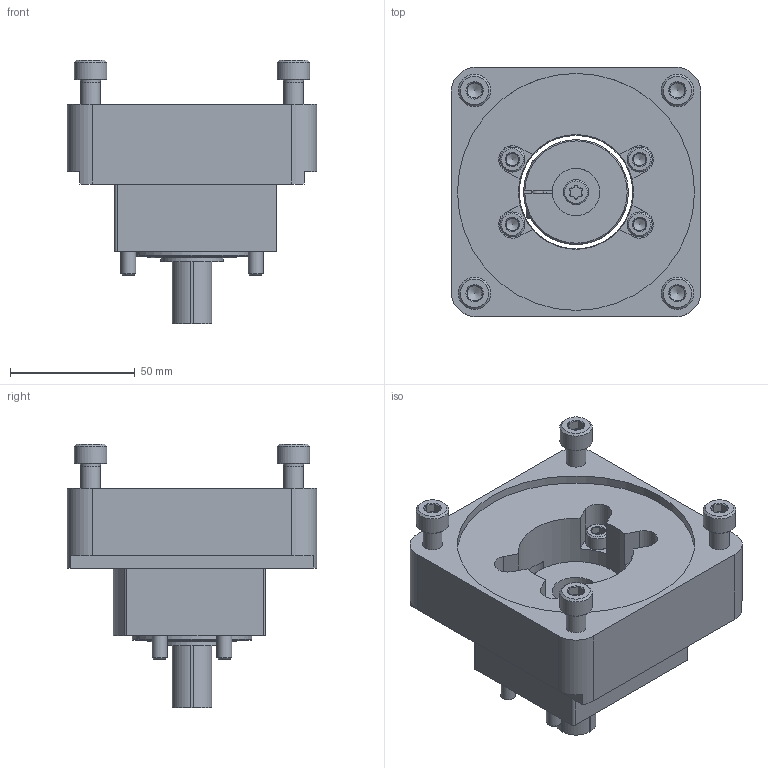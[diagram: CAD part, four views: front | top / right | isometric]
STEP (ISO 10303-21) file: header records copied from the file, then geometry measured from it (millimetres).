
FILE_DESCRIPTION(/* description */ ('STEP AP214'),/* implementation_level */ '2;1');
FILE_NAME(/* name */ '1201894_EAMM-A-N48-100A',/* time_stamp */ '2024-08-27T03:19:14+02:00',/* author */ ('License CC BY-ND 4.0'),/* organization */ ('CADENAS'),/* preprocessor_version */ 'ST-DEVELOPER v19.3',/* originating_system */ 'PARTsolutions',/* authorisation */ ' ');
FILE_SCHEMA (('AUTOMOTIVE_DESIGN {1 0 10303 214 3 1 1}'));
Length unit declared in the file: millimetre
Products named in the file (6): 1201894 EAMM-A-N48-100A; 1345949 EAMK-A-N48-48C---(1O); 1201924 EAMF-A-48C-100A(2A10); DIN-912 - M8x25(F); 558002 EAMD-42-40-19-16x25; DIN-912 - M6x50(F)
Assembly tree (11 placements, depth 2):
  1201894 EAMM-A-N48-100A
    1345949 EAMK-A-N48-48C---(1O)
    1201924 EAMF-A-48C-100A(2A10)
    DIN-912 - M8x25(F)  x4
    558002 EAMD-42-40-19-16x25
    DIN-912 - M6x50(F)  x4
Bounding box: 100 x 100 x 105.8 mm (x, y, z)
Volume: 346633.7 mm3; surface area: 83837.3 mm2
Topology: 11 solids, 11 shells, 457 faces, 1071 edges, 648 vertices
Faces by surface type: plane 223, cylinder 130, cone 104
Full cylindrical faces by diameter (mm): 4.917 x1, 5 x1, 6 x4, 6.6 x8, 6.647 x4, 8 x4, 10 x5, 13 x4, 19.2 x2, 25 x1, 42 x1, 45.5 x1, 46 x1, 48 x2, 95 x1
Entity records: 9837 total; most frequent: DIRECTION 1574, CARTESIAN_POINT 1547, ORIENTED_EDGE 1350, EDGE_CURVE 675, AXIS2_PLACEMENT_3D 618, VERTEX_POINT 461, FACE_BOUND 386, EDGE_LOOP 380
